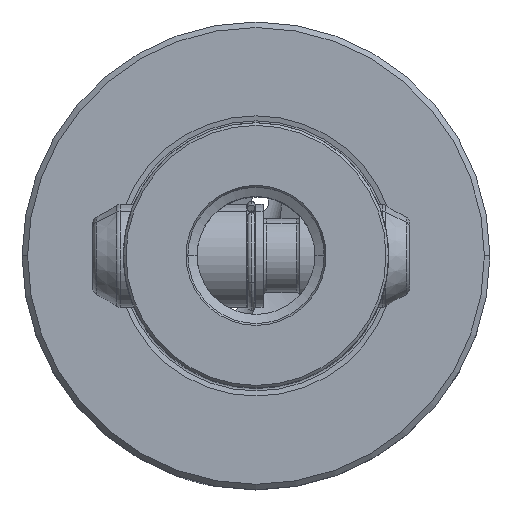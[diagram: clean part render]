
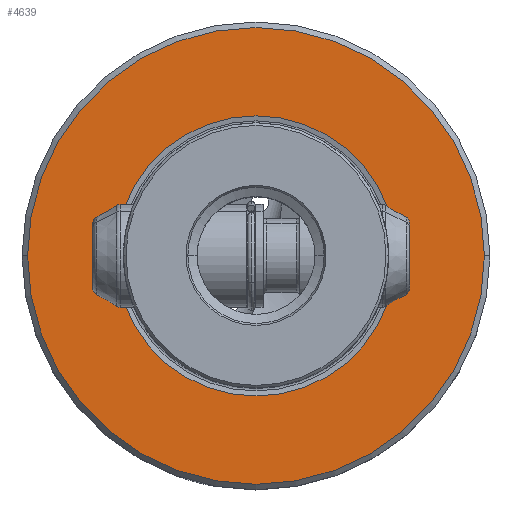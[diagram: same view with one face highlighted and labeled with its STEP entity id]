
A CAD part, top view. The second image highlights one B-rep face of the part: STEP entity #4639.
In plain terms, the highlighted planar face has unit normal (0, 0, 1).
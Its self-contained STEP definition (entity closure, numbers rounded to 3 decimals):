
#2617=VERTEX_POINT('NONE',#7525);
#4197=EDGE_CURVE('NONE',#2617,#4949,#9252,.F.);
#4639=ADVANCED_FACE('NONE',(#9743,#9744),#9745,.T.);
#4949=VERTEX_POINT('NONE',#10079);
#5239=EDGE_CURVE('NONE',#6945,#7131,#10400,.T.);
#5871=EDGE_CURVE('NONE',#4949,#2617,#11104,.F.);
#6771=EDGE_CURVE('NONE',#7131,#6945,#12097,.T.);
#6945=VERTEX_POINT('NONE',#12293);
#7131=VERTEX_POINT('NONE',#12500);
#7525=CARTESIAN_POINT('',(19.012,0.,0.0));
#9252=CIRCLE('',#16525,19.012);
#9743=FACE_OUTER_BOUND('',#17374,.T.);
#9744=FACE_BOUND('',#17375,.T.);
#9745=PLANE('',#17376);
#10079=CARTESIAN_POINT('',(-19.012,0.,0.0));
#10400=CIRCLE('',#18569,31.0);
#11104=CIRCLE('',#19956,19.012);
#12097=CIRCLE('',#22066,31.0);
#12293=CARTESIAN_POINT('',(31.0,0.,0.0));
#12500=CARTESIAN_POINT('',(-31.0,0.,0.0));
#16525=AXIS2_PLACEMENT_3D('',#25385,#25386,#25387);
#17374=EDGE_LOOP('',(#25964,#25965));
#17375=EDGE_LOOP('',(#25966,#25967));
#17376=AXIS2_PLACEMENT_3D('',#25968,#25969,#25970);
#18569=AXIS2_PLACEMENT_3D('',#26724,#26725,#26726);
#19956=AXIS2_PLACEMENT_3D('',#27601,#27602,#27603);
#22066=AXIS2_PLACEMENT_3D('',#28711,#28712,#28713);
#25385=CARTESIAN_POINT('',(0.0,0.0,0.0));
#25386=DIRECTION('',(0.0,0.0,-1.0));
#25387=DIRECTION('',(1.0,0.,0.0));
#25964=ORIENTED_EDGE('',*,*,#6771,.F.);
#25965=ORIENTED_EDGE('',*,*,#5239,.F.);
#25966=ORIENTED_EDGE('',*,*,#4197,.F.);
#25967=ORIENTED_EDGE('',*,*,#5871,.F.);
#25968=CARTESIAN_POINT('',(-33.0,0.0,0.0));
#25969=DIRECTION('',(-0.0,0.0,1.0));
#25970=DIRECTION('',(0.0,1.0,0.0));
#26724=CARTESIAN_POINT('',(0.0,0.0,0.0));
#26725=DIRECTION('',(0.0,0.0,-1.0));
#26726=DIRECTION('',(-1.0,0.,0.0));
#27601=CARTESIAN_POINT('',(0.0,0.0,0.0));
#27602=DIRECTION('',(0.0,0.0,-1.0));
#27603=DIRECTION('',(1.0,0.,0.0));
#28711=CARTESIAN_POINT('',(0.0,0.0,0.0));
#28712=DIRECTION('',(0.0,0.0,-1.0));
#28713=DIRECTION('',(-1.0,0.,0.0));
